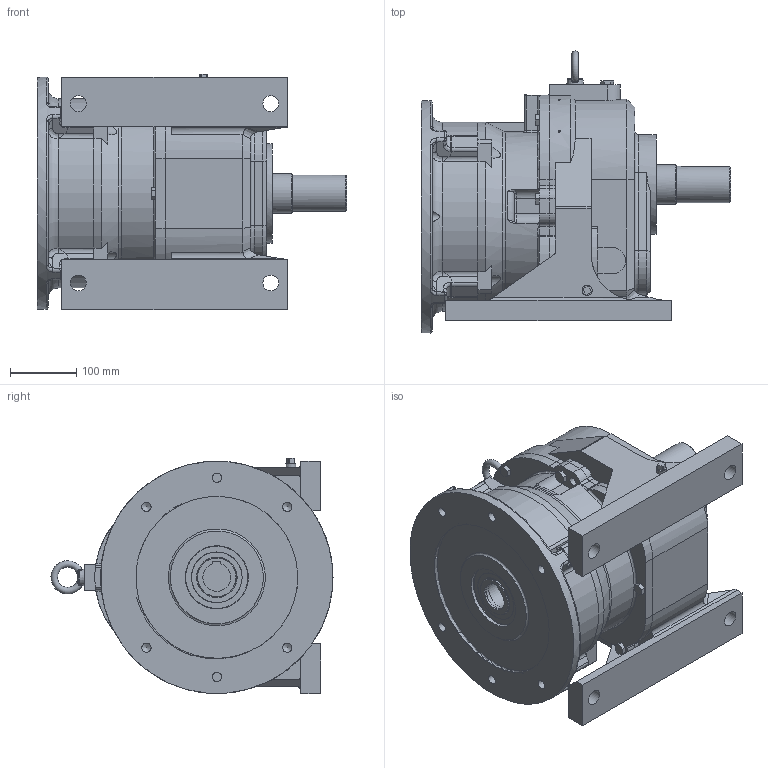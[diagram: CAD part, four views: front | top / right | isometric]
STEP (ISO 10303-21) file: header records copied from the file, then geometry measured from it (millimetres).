
FILE_DESCRIPTION (( 'STEP AP214' ), '1' );
FILE_NAME ('EK2DO08374H001_F1HM20_11KW_R5~10_defeature.stp', '2022-06-08T01:03:58', ( 'Windows 餌辨濠' ), ( '' ), 'SwSTEP 2.0', 'SolidWorks 2021', '' );
FILE_SCHEMA (( 'AUTOMOTIVE_DESIGN' ));
Length unit declared in the file: millimetre
Products named in the file (1): EK2DO08374H001_F1HM20_11KW_R5~10_defeature
Bounding box: 465.5 x 424.73 x 354 mm (x, y, z)
Volume: 24988714 mm3; surface area: 823523.5 mm2
Topology: 1 solids, 2 shells, 684 faces, 1679 edges, 1015 vertices
Faces by surface type: plane 277, cylinder 257, bspline 80, torus 37, cone 31, sphere 2
Full cylindrical faces by diameter (mm): 2.7 x2, 4 x1, 12 x4, 13 x2, 14 x10, 24 x4, 55 x1, 60 x3, 65 x1, 76.3 x2, 85 x1, 93.7 x2, 95 x1, 150 x1, 350 x1
Entity records: 27183 total; most frequent: CARTESIAN_POINT 10527, ORIENTED_EDGE 3172, DIRECTION 2971, EDGE_CURVE 1586, AXIS2_PLACEMENT_3D 1107, VERTEX_POINT 984, EDGE_LOOP 780, LINE 757
